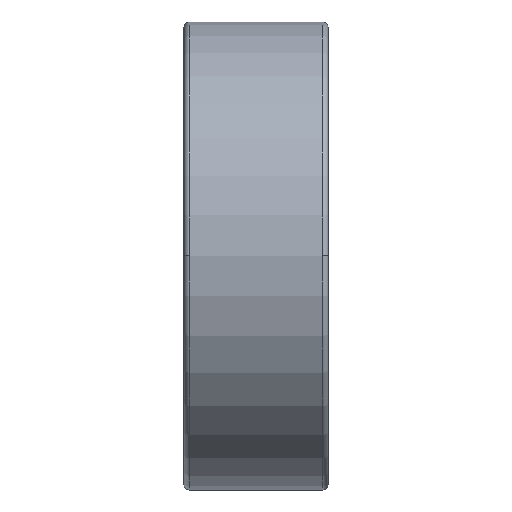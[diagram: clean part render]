
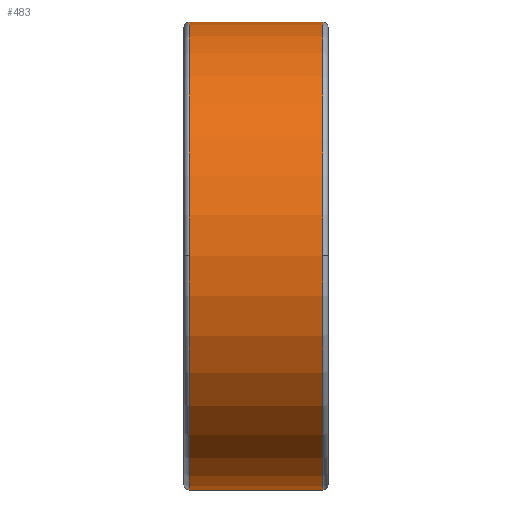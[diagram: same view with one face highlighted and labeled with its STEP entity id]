
A CAD part, top view. The second image highlights one B-rep face of the part: STEP entity #483.
In plain terms, the highlighted cylindrical face has radius 13 mm (diameter 26 mm), a partial arc.
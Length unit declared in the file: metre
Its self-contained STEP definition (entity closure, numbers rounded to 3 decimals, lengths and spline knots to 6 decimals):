
#53 = EDGE_CURVE ( 'NONE', #68, #537, #1091, .T. ) ;
#56 = DIRECTION ( 'NONE',  ( 0., 1., 0. ) ) ;
#60 = DIRECTION ( 'NONE',  ( 1., 0., 0. ) ) ;
#68 = VERTEX_POINT ( 'NONE', #1137 ) ;
#82 = VERTEX_POINT ( 'NONE', #631 ) ;
#85 = CARTESIAN_POINT ( 'NONE',  ( 0.004, 0., 0. ) ) ;
#122 = VERTEX_POINT ( 'NONE', #353 ) ;
#177 = CARTESIAN_POINT ( 'NONE',  ( 0.0003, 0., 0.013 ) ) ;
#204 = EDGE_LOOP ( 'NONE', ( #267, #1152, #694, #913, #1086, #343 ) ) ;
#206 = EDGE_CURVE ( 'NONE', #810, #82, #1052, .T. ) ;
#215 = DIRECTION ( 'NONE',  ( 0., 0., -1. ) ) ;
#241 = CIRCLE ( 'NONE', #962, 0.013 ) ;
#267 = ORIENTED_EDGE ( 'NONE', *, *, #1097, .T. ) ;
#279 = DIRECTION ( 'NONE',  ( 1., 0., 0. ) ) ;
#287 = VERTEX_POINT ( 'NONE', #177 ) ;
#298 = CARTESIAN_POINT ( 'NONE',  ( 0.0077, 0., 0. ) ) ;
#303 = AXIS2_PLACEMENT_3D ( 'NONE', #513, #1178, #1198 ) ;
#343 = ORIENTED_EDGE ( 'NONE', *, *, #451, .F. ) ;
#353 = CARTESIAN_POINT ( 'NONE',  ( 0.0003, 0.013, 0. ) ) ;
#366 = DIRECTION ( 'NONE',  ( 1., 0., 0. ) ) ;
#451 = EDGE_CURVE ( 'NONE', #122, #68, #776, .T. ) ;
#463 = CARTESIAN_POINT ( 'NONE',  ( 0.0077, 0., 0.013 ) ) ;
#483 = ADVANCED_FACE ( 'NONE', ( #487 ), #1271, .T. ) ;
#487 = FACE_OUTER_BOUND ( 'NONE', #204, .T. ) ;
#513 = CARTESIAN_POINT ( 'NONE',  ( 0.0003, 0., 0. ) ) ;
#537 = VERTEX_POINT ( 'NONE', #463 ) ;
#594 = AXIS2_PLACEMENT_3D ( 'NONE', #298, #803, #215 ) ;
#631 = CARTESIAN_POINT ( 'NONE',  ( 0.0077, -0.013, 0. ) ) ;
#694 = ORIENTED_EDGE ( 'NONE', *, *, #206, .T. ) ;
#704 = DIRECTION ( 'NONE',  ( 0., 0., -1. ) ) ;
#733 = DIRECTION ( 'NONE',  ( 0., 0., -1. ) ) ;
#763 = CARTESIAN_POINT ( 'NONE',  ( 0.004, 0.013, 0. ) ) ;
#776 = LINE ( 'NONE', #763, #921 ) ;
#786 = DIRECTION ( 'NONE',  ( 1., 0., 0. ) ) ;
#787 = CIRCLE ( 'NONE', #303, 0.013 ) ;
#803 = DIRECTION ( 'NONE',  ( 1., 0., 0. ) ) ;
#810 = VERTEX_POINT ( 'NONE', #1115 ) ;
#913 = ORIENTED_EDGE ( 'NONE', *, *, #1063, .F. ) ;
#918 = DIRECTION ( 'NONE',  ( 1., 0., 0. ) ) ;
#921 = VECTOR ( 'NONE', #279, 1. ) ;
#962 = AXIS2_PLACEMENT_3D ( 'NONE', #1089, #786, #704 ) ;
#986 = CIRCLE ( 'NONE', #594, 0.013 ) ;
#1028 = CARTESIAN_POINT ( 'NONE',  ( 0.0077, 0., 0. ) ) ;
#1052 = LINE ( 'NONE', #1168, #1171 ) ;
#1063 = EDGE_CURVE ( 'NONE', #537, #82, #986, .T. ) ;
#1084 = AXIS2_PLACEMENT_3D ( 'NONE', #85, #366, #56 ) ;
#1086 = ORIENTED_EDGE ( 'NONE', *, *, #53, .F. ) ;
#1089 = CARTESIAN_POINT ( 'NONE',  ( 0.0003, 0., 0. ) ) ;
#1091 = CIRCLE ( 'NONE', #1299, 0.013 ) ;
#1097 = EDGE_CURVE ( 'NONE', #122, #287, #787, .T. ) ;
#1115 = CARTESIAN_POINT ( 'NONE',  ( 0.0003, -0.013, 0. ) ) ;
#1137 = CARTESIAN_POINT ( 'NONE',  ( 0.0077, 0.013, 0. ) ) ;
#1152 = ORIENTED_EDGE ( 'NONE', *, *, #1174, .T. ) ;
#1168 = CARTESIAN_POINT ( 'NONE',  ( 0.004, -0.013, 0. ) ) ;
#1171 = VECTOR ( 'NONE', #60, 1. ) ;
#1174 = EDGE_CURVE ( 'NONE', #287, #810, #241, .T. ) ;
#1178 = DIRECTION ( 'NONE',  ( 1., 0., 0. ) ) ;
#1198 = DIRECTION ( 'NONE',  ( 0., 0., -1. ) ) ;
#1271 = CYLINDRICAL_SURFACE ( 'NONE', #1084, 0.013 ) ;
#1299 = AXIS2_PLACEMENT_3D ( 'NONE', #1028, #918, #733 ) ;
